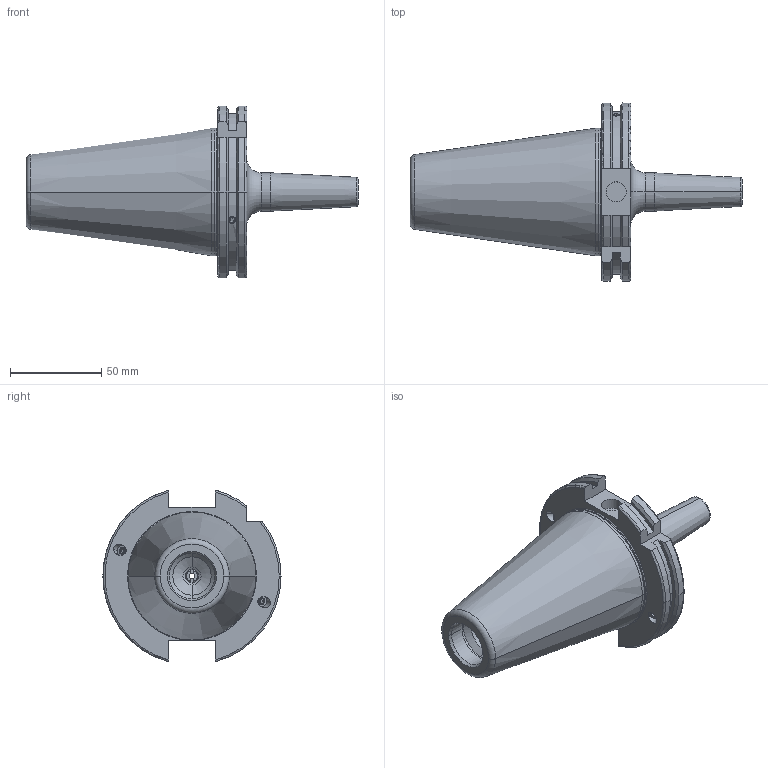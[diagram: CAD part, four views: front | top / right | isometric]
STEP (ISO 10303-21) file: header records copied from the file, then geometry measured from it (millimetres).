
FILE_DESCRIPTION (( 'STEP AP203' ), '1' );
FILE_NAME ('FWS509H-SFS10080.STEP', '2024-08-30T10:40:22', ( '' ), ( '' ), 'SwSTEP 2.0', 'SolidWorks 2024', '' );
FILE_SCHEMA (( 'CONFIG_CONTROL_DESIGN' ));
Length unit declared in the file: millimetre
Products named in the file (6): FWS509H-SFS10080; SCWM8X1; SK50SFS10080FWW; GS-M4X4_DIN 913 - M4 x 4-N; GS-M4X4-COATING_DIN 913 - M4 x 4-N
Assembly tree (7 placements, depth 3):
  FWS509H-SFS10080
    SK50SFS10080FWW
      SK50SFS10080FWW
      GS-M4X4_DIN 913 - M4 x 4-N  x2
      GS-M4X4-COATING_DIN 913 - M4 x 4-N  x2
      SCWM8X1
Bounding box: 181.75 x 97.5 x 94.05 mm (x, y, z)
Volume: 349013.3 mm3; surface area: 49478 mm2
Topology: 6 solids, 6 shells, 280 faces, 687 edges, 431 vertices
Faces by surface type: cone 100, cylinder 81, plane 79, torus 20
Entity records: 7534 total; most frequent: CARTESIAN_POINT 1701, DIRECTION 1156, ORIENTED_EDGE 1046, EDGE_CURVE 523, AXIS2_PLACEMENT_3D 462, VERTEX_POINT 329, CIRCLE 239, EDGE_LOOP 234
